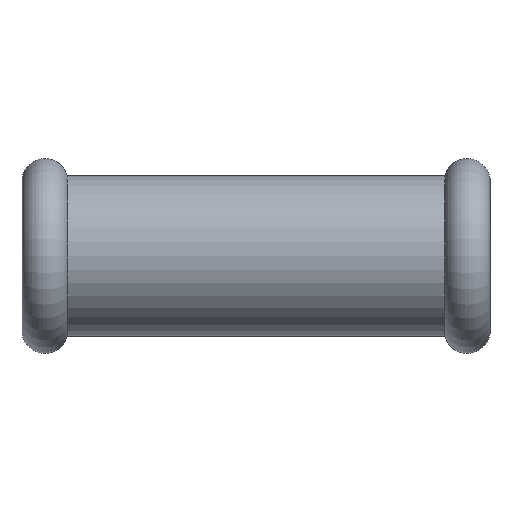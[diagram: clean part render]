
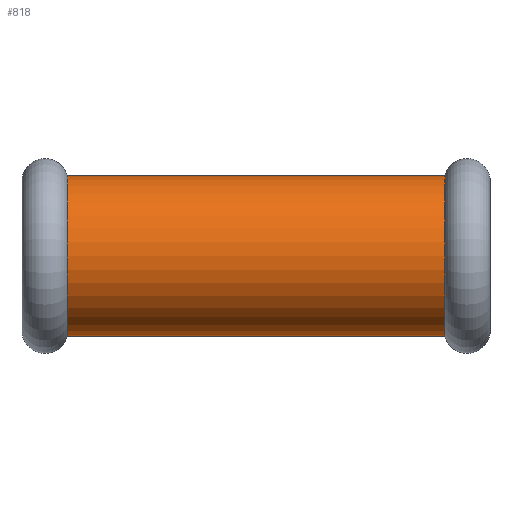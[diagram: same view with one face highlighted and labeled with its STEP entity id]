
A CAD part, top view. The second image highlights one B-rep face of the part: STEP entity #818.
In plain terms, the highlighted cylindrical face has radius 12.7 mm (diameter 25.4 mm), a full revolution.
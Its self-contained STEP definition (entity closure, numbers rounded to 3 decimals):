
#20=FACE_BOUND('',#204,.T.);
#78=B_SPLINE_CURVE_WITH_KNOTS('',3,(#2506,#2507,#2508,#2509,#2510,#2511,
#2512,#2513,#2514,#2515,#2516,#2517,#2518,#2519,#2520,#2521,#2522,#2523,
#2524,#2525,#2526,#2527,#2528),.UNSPECIFIED.,.F.,.F.,(4,1,3,1,1,1,1,1,1,
1,1,1,1,1,1,1,2,4),(-5.09,-4.982,-4.838,
-4.596,-4.354,-4.112,-3.87,
-3.628,-3.387,-3.145,-2.903,
-2.419,-1.936,-1.452,-0.968,
-0.485,-0.001,0.),
 .UNSPECIFIED.);
#79=B_SPLINE_CURVE_WITH_KNOTS('',3,(#2649,#2650,#2651,#2652,#2653,#2654,
#2655,#2656,#2657,#2658,#2659,#2660,#2661,#2662,#2663,#2664,#2665,#2666,
#2667,#2668,#2669,#2670,#2671,#2672),.UNSPECIFIED.,.F.,.F.,(4,2,1,1,1,1,
1,1,1,1,1,1,1,1,1,1,3,1,4),(-10.18,-10.178,-9.487,
-9.142,-8.797,-8.451,-8.106,
-7.933,-7.76,-7.587,-7.415,
-7.069,-6.724,-6.378,-6.033,
-5.687,-5.342,-5.198,-5.09),
 .UNSPECIFIED.);
#84=B_SPLINE_CURVE_WITH_KNOTS('',3,(#2913,#2914,#2915,#2916,#2917,#2918,
#2919,#2920,#2921,#2922,#2923,#2924,#2925),.UNSPECIFIED.,.F.,.F.,(4,1,1,
1,1,1,1,3,4),(-10.179,-9.488,-8.797,-8.106,
-7.415,-6.724,-6.033,-5.342,
-5.09),.UNSPECIFIED.);
#85=B_SPLINE_CURVE_WITH_KNOTS('',3,(#2991,#2992,#2993,#2994,#2995,#2996,
#2997,#2998,#2999,#3000,#3001,#3002,#3003),.UNSPECIFIED.,.F.,.F.,(4,3,1,
1,1,1,1,1,4),(-5.09,-4.837,-4.146,-3.455,
-2.764,-2.073,-1.382,-0.691,
0.),.UNSPECIFIED.);
#94=LINE('',#3005,#108);
#108=VECTOR('',#1141,12.7);
#123=CYLINDRICAL_SURFACE('',#937,12.7);
#159=FACE_OUTER_BOUND('',#203,.T.);
#203=EDGE_LOOP('',(#705,#706,#707,#708,#709,#710,#711));
#204=EDGE_LOOP('',(#712,#713,#714,#715));
#230=CIRCLE('',#869,12.7);
#235=CIRCLE('',#874,12.7);
#236=CIRCLE('',#875,12.7);
#247=CIRCLE('',#890,12.7);
#252=CIRCLE('',#895,12.7);
#300=VERTEX_POINT('',#1209);
#301=VERTEX_POINT('',#1210);
#305=VERTEX_POINT('',#1219);
#315=VERTEX_POINT('',#1247);
#316=VERTEX_POINT('',#1248);
#365=VERTEX_POINT('',#2301);
#373=VERTEX_POINT('',#2476);
#374=VERTEX_POINT('',#2482);
#376=VERTEX_POINT('',#2907);
#396=EDGE_CURVE('',#300,#301,#230,.T.);
#401=EDGE_CURVE('',#301,#305,#235,.T.);
#402=EDGE_CURVE('',#305,#300,#236,.T.);
#415=EDGE_CURVE('',#315,#316,#247,.T.);
#420=EDGE_CURVE('',#316,#315,#252,.T.);
#493=EDGE_CURVE('',#373,#374,#78,.T.);
#494=EDGE_CURVE('',#365,#373,#79,.T.);
#499=EDGE_CURVE('',#374,#376,#84,.T.);
#500=EDGE_CURVE('',#376,#365,#85,.T.);
#501=EDGE_CURVE('',#305,#315,#94,.T.);
#705=ORIENTED_EDGE('',*,*,#396,.F.);
#706=ORIENTED_EDGE('',*,*,#402,.F.);
#707=ORIENTED_EDGE('',*,*,#501,.T.);
#708=ORIENTED_EDGE('',*,*,#420,.F.);
#709=ORIENTED_EDGE('',*,*,#415,.F.);
#710=ORIENTED_EDGE('',*,*,#501,.F.);
#711=ORIENTED_EDGE('',*,*,#401,.F.);
#712=ORIENTED_EDGE('',*,*,#494,.T.);
#713=ORIENTED_EDGE('',*,*,#493,.T.);
#714=ORIENTED_EDGE('',*,*,#499,.T.);
#715=ORIENTED_EDGE('',*,*,#500,.T.);
#818=ADVANCED_FACE('',(#159,#20),#123,.T.);
#869=AXIS2_PLACEMENT_3D('',#1211,#997,#998);
#874=AXIS2_PLACEMENT_3D('',#1220,#1007,#1008);
#875=AXIS2_PLACEMENT_3D('',#1221,#1009,#1010);
#890=AXIS2_PLACEMENT_3D('',#1249,#1041,#1042);
#895=AXIS2_PLACEMENT_3D('',#1257,#1051,#1052);
#937=AXIS2_PLACEMENT_3D('',#3004,#1139,#1140);
#997=DIRECTION('center_axis',(-1.,0.,0.));
#998=DIRECTION('ref_axis',(0.,1.,0.));
#1007=DIRECTION('center_axis',(-1.,0.,0.));
#1008=DIRECTION('ref_axis',(0.,1.,0.));
#1009=DIRECTION('center_axis',(-1.,0.,0.));
#1010=DIRECTION('ref_axis',(0.,1.,0.));
#1041=DIRECTION('center_axis',(1.,0.,0.));
#1042=DIRECTION('ref_axis',(0.,1.,0.));
#1051=DIRECTION('center_axis',(1.,0.,0.));
#1052=DIRECTION('ref_axis',(0.,1.,0.));
#1139=DIRECTION('center_axis',(-1.,0.,0.));
#1140=DIRECTION('ref_axis',(0.,1.,0.));
#1141=DIRECTION('',(1.,0.,0.));
#1209=CARTESIAN_POINT('',(-29.857,0.,12.7));
#1210=CARTESIAN_POINT('',(-29.857,0.,-12.7));
#1211=CARTESIAN_POINT('Origin',(-29.857,0.,0.));
#1219=CARTESIAN_POINT('',(-29.857,-12.7,0.));
#1220=CARTESIAN_POINT('Origin',(-29.857,0.,0.));
#1221=CARTESIAN_POINT('Origin',(-29.857,0.,0.));
#1247=CARTESIAN_POINT('',(29.857,-12.7,0.));
#1248=CARTESIAN_POINT('',(29.857,0.,-12.7));
#1249=CARTESIAN_POINT('Origin',(29.857,0.,0.));
#1257=CARTESIAN_POINT('Origin',(29.857,0.,0.));
#2301=CARTESIAN_POINT('',(24.15,0.,-12.7));
#2476=CARTESIAN_POINT('',(0.,11.644,-5.07));
#2482=CARTESIAN_POINT('',(-24.15,0.,-12.7));
#2506=CARTESIAN_POINT('Ctrl Pts',(0.,11.644,
-5.07));
#2507=CARTESIAN_POINT('Ctrl Pts',(-0.361,11.644,-5.07));
#2508=CARTESIAN_POINT('Ctrl Pts',(-1.205,11.644,-5.071));
#2509=CARTESIAN_POINT('Ctrl Pts',(-2.045,11.642,-5.075));
#2510=CARTESIAN_POINT('Ctrl Pts',(-2.523,11.641,-5.078));
#2511=CARTESIAN_POINT('Ctrl Pts',(-3.325,11.638,-5.083));
#2512=CARTESIAN_POINT('Ctrl Pts',(-4.916,11.62,-5.124));
#2513=CARTESIAN_POINT('Ctrl Pts',(-7.209,11.551,-5.279));
#2514=CARTESIAN_POINT('Ctrl Pts',(-9.354,11.438,-5.523));
#2515=CARTESIAN_POINT('Ctrl Pts',(-11.284,11.279,-5.841));
#2516=CARTESIAN_POINT('Ctrl Pts',(-12.992,11.077,-6.218));
#2517=CARTESIAN_POINT('Ctrl Pts',(-14.493,10.829,-6.642));
#2518=CARTESIAN_POINT('Ctrl Pts',(-15.792,10.534,-7.101));
#2519=CARTESIAN_POINT('Ctrl Pts',(-17.283,10.078,-7.746));
#2520=CARTESIAN_POINT('Ctrl Pts',(-18.764,9.38,-8.601));
#2521=CARTESIAN_POINT('Ctrl Pts',(-20.123,8.285,-9.672));
#2522=CARTESIAN_POINT('Ctrl Pts',(-21.235,6.846,-10.756));
#2523=CARTESIAN_POINT('Ctrl Pts',(-22.222,4.975,-11.759));
#2524=CARTESIAN_POINT('Ctrl Pts',(-23.179,2.653,-12.508));
#2525=CARTESIAN_POINT('Ctrl Pts',(-23.828,0.891,-12.7));
#2526=CARTESIAN_POINT('Ctrl Pts',(-24.148,0.004,
-12.7));
#2527=CARTESIAN_POINT('Ctrl Pts',(-24.149,0.002,
-12.7));
#2528=CARTESIAN_POINT('Ctrl Pts',(-24.15,0.,-12.7));
#2649=CARTESIAN_POINT('Ctrl Pts',(24.15,0.,-12.7));
#2650=CARTESIAN_POINT('Ctrl Pts',(24.149,0.002,
-12.7));
#2651=CARTESIAN_POINT('Ctrl Pts',(24.148,0.004,
-12.7));
#2652=CARTESIAN_POINT('Ctrl Pts',(23.691,1.27,-12.699));
#2653=CARTESIAN_POINT('Ctrl Pts',(22.996,3.147,-12.402));
#2654=CARTESIAN_POINT('Ctrl Pts',(22.082,5.232,-11.607));
#2655=CARTESIAN_POINT('Ctrl Pts',(21.372,6.571,-10.9));
#2656=CARTESIAN_POINT('Ctrl Pts',(20.607,7.684,-10.138));
#2657=CARTESIAN_POINT('Ctrl Pts',(19.887,8.45,-9.494));
#2658=CARTESIAN_POINT('Ctrl Pts',(19.237,8.981,-8.985));
#2659=CARTESIAN_POINT('Ctrl Pts',(18.703,9.343,-8.607));
#2660=CARTESIAN_POINT('Ctrl Pts',(18.117,9.671,-8.236));
#2661=CARTESIAN_POINT('Ctrl Pts',(17.251,10.069,-7.75));
#2662=CARTESIAN_POINT('Ctrl Pts',(15.993,10.497,-7.165));
#2663=CARTESIAN_POINT('Ctrl Pts',(14.12,10.912,-6.51));
#2664=CARTESIAN_POINT('Ctrl Pts',(11.832,11.234,-5.934));
#2665=CARTESIAN_POINT('Ctrl Pts',(9.097,11.464,-5.47));
#2666=CARTESIAN_POINT('Ctrl Pts',(5.931,11.604,-5.163));
#2667=CARTESIAN_POINT('Ctrl Pts',(3.669,11.637,-5.085));
#2668=CARTESIAN_POINT('Ctrl Pts',(2.523,11.641,-5.078));
#2669=CARTESIAN_POINT('Ctrl Pts',(2.045,11.642,-5.075));
#2670=CARTESIAN_POINT('Ctrl Pts',(1.205,11.644,-5.071));
#2671=CARTESIAN_POINT('Ctrl Pts',(0.361,11.644,-5.07));
#2672=CARTESIAN_POINT('Ctrl Pts',(0.,11.644,
-5.07));
#2907=CARTESIAN_POINT('',(0.,-11.644,-5.07));
#2913=CARTESIAN_POINT('Ctrl Pts',(-24.15,0.,-12.7));
#2914=CARTESIAN_POINT('Ctrl Pts',(-23.694,-1.263,-12.7));
#2915=CARTESIAN_POINT('Ctrl Pts',(-22.767,-3.769,-12.3));
#2916=CARTESIAN_POINT('Ctrl Pts',(-21.401,-6.683,-10.922));
#2917=CARTESIAN_POINT('Ctrl Pts',(-19.819,-8.681,-9.359));
#2918=CARTESIAN_POINT('Ctrl Pts',(-17.648,-10.036,-7.853));
#2919=CARTESIAN_POINT('Ctrl Pts',(-14.342,-10.958,-6.476));
#2920=CARTESIAN_POINT('Ctrl Pts',(-9.317,-11.51,-5.39));
#2921=CARTESIAN_POINT('Ctrl Pts',(-4.816,-11.634,-5.093));
#2922=CARTESIAN_POINT('Ctrl Pts',(-2.523,-11.641,-5.078));
#2923=CARTESIAN_POINT('Ctrl Pts',(-1.686,-11.643,-5.073));
#2924=CARTESIAN_POINT('Ctrl Pts',(-0.843,-11.644,
-5.07));
#2925=CARTESIAN_POINT('Ctrl Pts',(0.,-11.644,
-5.07));
#2991=CARTESIAN_POINT('Ctrl Pts',(0.,-11.644,
-5.07));
#2992=CARTESIAN_POINT('Ctrl Pts',(0.843,-11.644,-5.07));
#2993=CARTESIAN_POINT('Ctrl Pts',(1.686,-11.643,-5.073));
#2994=CARTESIAN_POINT('Ctrl Pts',(2.523,-11.641,-5.078));
#2995=CARTESIAN_POINT('Ctrl Pts',(4.816,-11.634,-5.093));
#2996=CARTESIAN_POINT('Ctrl Pts',(9.317,-11.51,-5.39));
#2997=CARTESIAN_POINT('Ctrl Pts',(14.342,-10.958,-6.476));
#2998=CARTESIAN_POINT('Ctrl Pts',(17.648,-10.036,-7.853));
#2999=CARTESIAN_POINT('Ctrl Pts',(19.819,-8.681,-9.359));
#3000=CARTESIAN_POINT('Ctrl Pts',(21.401,-6.683,-10.922));
#3001=CARTESIAN_POINT('Ctrl Pts',(22.767,-3.769,-12.3));
#3002=CARTESIAN_POINT('Ctrl Pts',(23.694,-1.263,-12.7));
#3003=CARTESIAN_POINT('Ctrl Pts',(24.15,0.,-12.7));
#3004=CARTESIAN_POINT('Origin',(-82.5,0.,0.));
#3005=CARTESIAN_POINT('',(-82.5,-12.7,0.));
